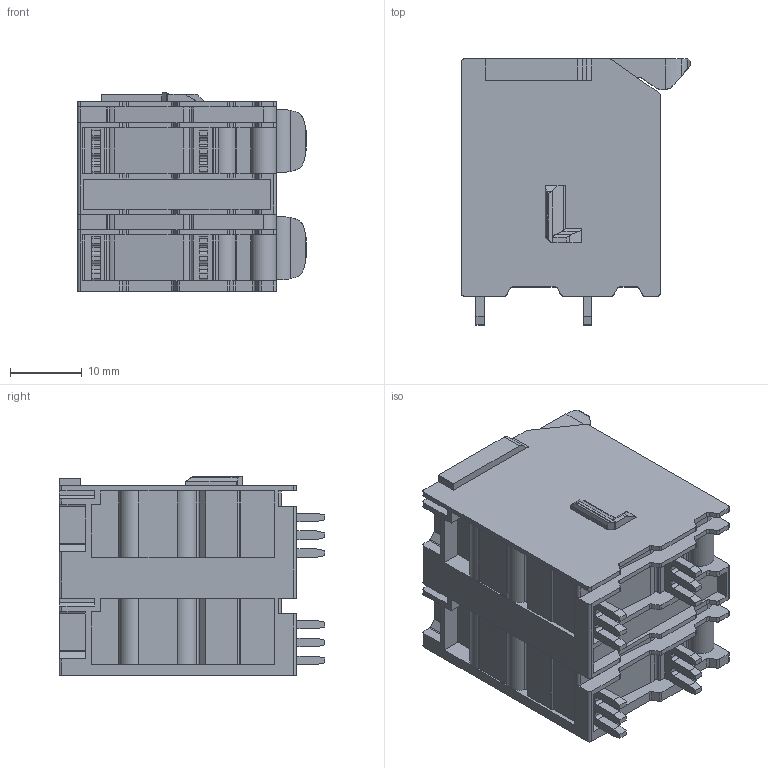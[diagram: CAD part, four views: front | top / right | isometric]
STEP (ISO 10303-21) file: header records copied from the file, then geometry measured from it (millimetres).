
FILE_DESCRIPTION(/* description */ ('STEP AP214'),/* implementation_level */ '2;1');
FILE_NAME(/* name */ '2616-1352',/* time_stamp */ '2024-04-08T14:07:49+02:00',/* author */ ('License CC BY-ND 4.0'),/* organization */ ('CADENAS'),/* preprocessor_version */ 'ST-DEVELOPER v19.3',/* originating_system */ 'PARTsolutions',/* authorisation */ ' ');
FILE_SCHEMA (('AUTOMOTIVE_DESIGN {1 0 10303 214 3 1 1}'));
Length unit declared in the file: millimetre
Products named in the file (1): 2616-1352
Bounding box: 32 x 37.2 x 27.8 mm (x, y, z)
Volume: 21954.6 mm3; surface area: 7561.1 mm2
Topology: 1 solids, 1 shells, 588 faces, 1686 edges, 1109 vertices
Faces by surface type: plane 360, cylinder 212, cone 16
Full cylindrical faces by diameter (mm): 2.2 x4
Entity records: 23384 total; most frequent: CARTESIAN_POINT 3580, ORIENTED_EDGE 3356, DIRECTION 3245, EDGE_CURVE 1678, LINE 1177, VECTOR 1177, VERTEX_POINT 1105, AXIS2_PLACEMENT_3D 1034
